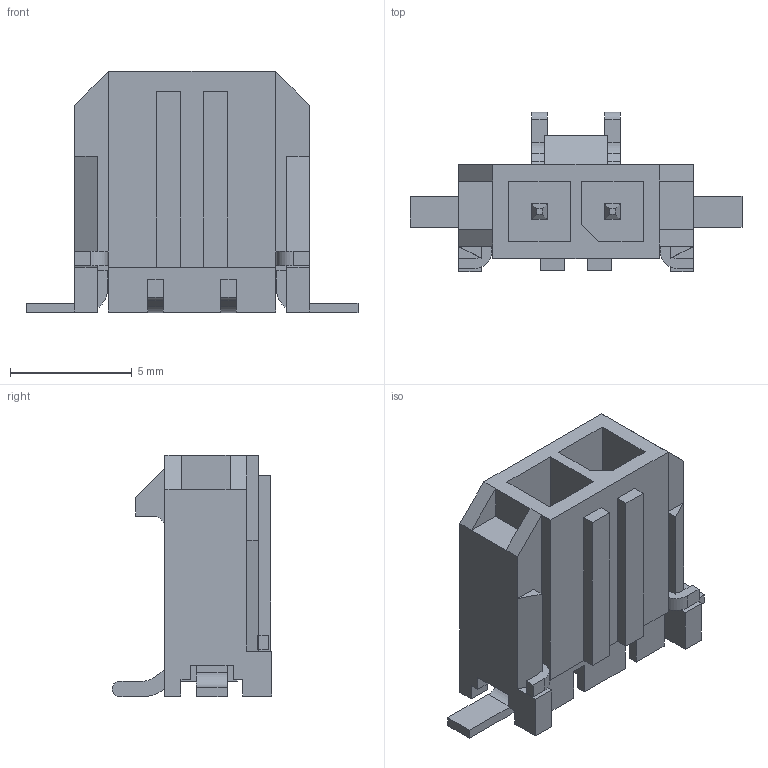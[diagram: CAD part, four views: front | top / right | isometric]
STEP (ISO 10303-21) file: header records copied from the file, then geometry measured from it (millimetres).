
FILE_DESCRIPTION (( 'STEP AP214' ), '1' );
FILE_NAME ('Molex Micro-Fit 3.0 2-pin Vertical PCB SMD.STEP', '2016-01-30T21:46:04', ( '' ), ( '' ), 'SwSTEP 2.0', 'SolidWorks 2015', '' );
FILE_SCHEMA (( 'AUTOMOTIVE_DESIGN' ));
Length unit declared in the file: inch
Products named in the file (1): Molex Micro-Fit 3.0 2-pin Vertical PCB SMD
Bounding box: 13.65 x 6.57 x 9.93 mm (x, y, z)
Volume: 257.3 mm3; surface area: 618.2 mm2
Topology: 2 solids, 2 shells, 220 faces, 599 edges, 388 vertices
Faces by surface type: plane 199, cylinder 21
Entity records: 7640 total; most frequent: CARTESIAN_POINT 1208, ORIENTED_EDGE 1198, DIRECTION 1091, EDGE_CURVE 599, LINE 549, VECTOR 549, VERTEX_POINT 388, AXIS2_PLACEMENT_3D 271
